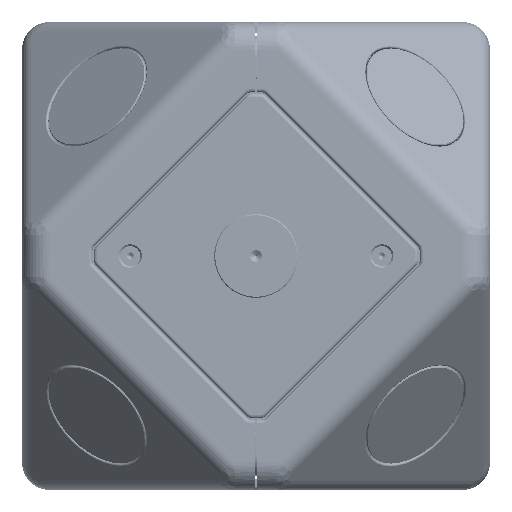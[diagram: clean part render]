
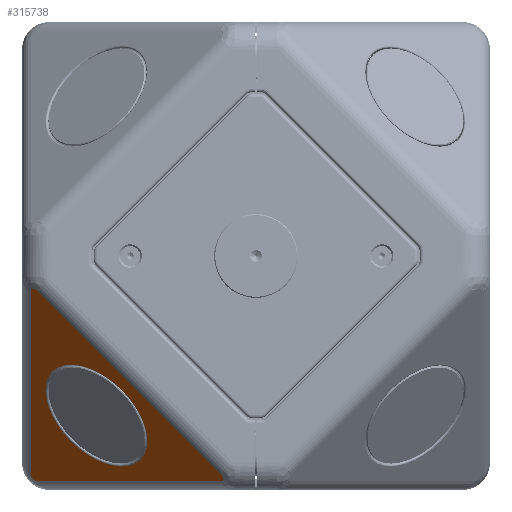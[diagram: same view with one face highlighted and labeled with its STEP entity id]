
A CAD part, left-side view. The second image highlights one B-rep face of the part: STEP entity #315738.
In plain terms, the highlighted planar face has unit normal (-0.577, 0.577, -0.577).
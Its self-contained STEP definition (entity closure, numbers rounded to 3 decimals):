
#4956 = EDGE_CURVE ( 'NONE', #38963, #59796, #124292, .T. ) ;
#6926 = LINE ( 'NONE', #77041, #294500 ) ;
#12904 = CARTESIAN_POINT ( 'NONE',  ( -64.564, 9.634, -63.102 ) ) ;
#15439 = VERTEX_POINT ( 'NONE', #360379 ) ;
#22119 = ORIENTED_EDGE ( 'NONE', *, *, #4956, .T. ) ;
#25243 = ORIENTED_EDGE ( 'NONE', *, *, #172887, .T. ) ;
#27477 = AXIS2_PLACEMENT_3D ( 'NONE', #136423, #331299, #164407 ) ;
#29041 =( BOUNDED_CURVE ( )  B_SPLINE_CURVE ( 3, ( #268657, #103065, #325954, #159073 ),
 .UNSPECIFIED., .F., .F. ) 
 B_SPLINE_CURVE_WITH_KNOTS ( ( 4, 4 ),
 ( 5.498, 6.283 ),
 .UNSPECIFIED. ) 
 CURVE ( )  GEOMETRIC_REPRESENTATION_ITEM ( )  RATIONAL_B_SPLINE_CURVE ( ( 1., 0.949, 0.949, 1. ) ) 
 REPRESENTATION_ITEM ( '' )  );
#30281 = ORIENTED_EDGE ( 'NONE', *, *, #252847, .T. ) ;
#32855 = DIRECTION ( 'NONE',  ( -0.577, 0.577, -0.577 ) ) ;
#34125 = CARTESIAN_POINT ( 'NONE',  ( -33.109, 45.767, -58.424 ) ) ;
#34443 = FACE_BOUND ( 'NONE', #347473, .T. ) ;
#36734 = ORIENTED_EDGE ( 'NONE', *, *, #302464, .T. ) ;
#36824 = DIRECTION ( 'NONE',  ( -0.707, -0.707, 0. ) ) ;
#38963 = VERTEX_POINT ( 'NONE', #123061 ) ;
#42750 = CARTESIAN_POINT ( 'NONE',  ( -64.564, 62.564, -10.172 ) ) ;
#47488 = EDGE_CURVE ( 'NONE', #275754, #15439, #59023, .T. ) ;
#55849 = CARTESIAN_POINT ( 'NONE',  ( -62.564, 10.172, -64.564 ) ) ;
#59023 =( BOUNDED_CURVE ( )  B_SPLINE_CURVE ( 3, ( #346515, #179596, #12904, #207665 ),
 .UNSPECIFIED., .F., .T. ) 
 B_SPLINE_CURVE_WITH_KNOTS ( ( 4, 4 ),
 ( 0., 0.785 ),
 .UNSPECIFIED. ) 
 CURVE ( )  GEOMETRIC_REPRESENTATION_ITEM ( )  RATIONAL_B_SPLINE_CURVE ( ( 1., 0.949, 0.949, 1. ) ) 
 REPRESENTATION_ITEM ( '' )  );
#59796 = VERTEX_POINT ( 'NONE', #320412 ) ;
#67382 = LINE ( 'NONE', #147703, #281001 ) ;
#73091 = ORIENTED_EDGE ( 'NONE', *, *, #47488, .T. ) ;
#77030 = CARTESIAN_POINT ( 'NONE',  ( -9.634, 63.102, -64.564 ) ) ;
#77041 = CARTESIAN_POINT ( 'NONE',  ( -36.368, 64.564, -36.368 ) ) ;
#87659 = PLANE ( 'NONE',  #161714 ) ;
#99490 = VERTEX_POINT ( 'NONE', #328260 ) ;
#100652 = CARTESIAN_POINT ( 'NONE',  ( -62.564, 10.172, -64.564 ) ) ;
#103065 = CARTESIAN_POINT ( 'NONE',  ( -9.634, 64.564, -63.102 ) ) ;
#108993 = CARTESIAN_POINT ( 'NONE',  ( -64.564, 62.564, -10.172 ) ) ;
#111900 = CARTESIAN_POINT ( 'NONE',  ( -63.102, 9.634, -64.564 ) ) ;
#118049 = LINE ( 'NONE', #273339, #331678 ) ;
#123061 = CARTESIAN_POINT ( 'NONE',  ( -9.343, 63.978, -63.978 ) ) ;
#124292 =( BOUNDED_CURVE ( )  B_SPLINE_CURVE ( 3, ( #129558, #272010, #77030, #300067 ),
 .UNSPECIFIED., .F., .T. ) 
 B_SPLINE_CURVE_WITH_KNOTS ( ( 4, 4 ),
 ( 0., 0.785 ),
 .UNSPECIFIED. ) 
 CURVE ( )  GEOMETRIC_REPRESENTATION_ITEM ( )  RATIONAL_B_SPLINE_CURVE ( ( 1., 0.949, 0.949, 1. ) ) 
 REPRESENTATION_ITEM ( '' )  );
#129558 = CARTESIAN_POINT ( 'NONE',  ( -9.343, 63.978, -63.978 ) ) ;
#133691 = CARTESIAN_POINT ( 'NONE',  ( -45.767, 45.767, -45.767 ) ) ;
#134578 = DIRECTION ( 'NONE',  ( 0., 0.707, 0.707 ) ) ;
#136423 = CARTESIAN_POINT ( 'NONE',  ( -45.767, 45.767, -45.767 ) ) ;
#136581 = EDGE_CURVE ( 'NONE', #15439, #167181, #118049, .T. ) ;
#136990 = CARTESIAN_POINT ( 'NONE',  ( -63.736, 64.564, -9. ) ) ;
#137350 = CIRCLE ( 'NONE', #291562, 17.9 ) ;
#137958 = EDGE_CURVE ( 'NONE', #167181, #99490, #293420, .T. ) ;
#143085 = CARTESIAN_POINT ( 'NONE',  ( -10.172, 64.564, -62.564 ) ) ;
#147703 = CARTESIAN_POINT ( 'NONE',  ( -60.368, 12.368, -64.564 ) ) ;
#149260 = VERTEX_POINT ( 'NONE', #232952 ) ;
#159073 = CARTESIAN_POINT ( 'NONE',  ( -9.343, 63.978, -63.978 ) ) ;
#161714 = AXIS2_PLACEMENT_3D ( 'NONE', #199746, #32855, #227784 ) ;
#161752 = DIRECTION ( 'NONE',  ( -0.707, 0., 0.707 ) ) ;
#164407 = DIRECTION ( 'NONE',  ( -0.707, 0., 0.707 ) ) ;
#167181 = VERTEX_POINT ( 'NONE', #42750 ) ;
#167938 = CARTESIAN_POINT ( 'NONE',  ( -63.978, 9.343, -63.978 ) ) ;
#172887 = EDGE_CURVE ( 'NONE', #273646, #38963, #29041, .T. ) ;
#178138 = ORIENTED_EDGE ( 'NONE', *, *, #136581, .T. ) ;
#179596 = CARTESIAN_POINT ( 'NONE',  ( -64.358, 9.343, -63.598 ) ) ;
#199746 = CARTESIAN_POINT ( 'NONE',  ( -45.767, 45.767, -45.767 ) ) ;
#207665 = CARTESIAN_POINT ( 'NONE',  ( -64.564, 10.172, -62.564 ) ) ;
#209004 = ORIENTED_EDGE ( 'NONE', *, *, #137958, .T. ) ;
#221934 = ORIENTED_EDGE ( 'NONE', *, *, #319582, .T. ) ;
#224883 = CARTESIAN_POINT ( 'NONE',  ( -63.978, 9.343, -63.978 ) ) ;
#227784 = DIRECTION ( 'NONE',  ( -0.707, 0., 0.707 ) ) ;
#232952 = CARTESIAN_POINT ( 'NONE',  ( -58.424, 45.767, -33.109 ) ) ;
#238597 = ORIENTED_EDGE ( 'NONE', *, *, #297422, .T. ) ;
#252847 = EDGE_CURVE ( 'NONE', #360668, #275754, #299972, .T. ) ;
#256087 = EDGE_LOOP ( 'NONE', ( #221934, #30281, #73091, #178138, #209004, #238597, #25243, #22119 ) ) ;
#256733 = FACE_OUTER_BOUND ( 'NONE', #256087, .T. ) ;
#268657 = CARTESIAN_POINT ( 'NONE',  ( -10.172, 64.564, -62.564 ) ) ;
#272010 = CARTESIAN_POINT ( 'NONE',  ( -9.343, 63.598, -64.358 ) ) ;
#272018 = DIRECTION ( 'NONE',  ( 0.707, 0., -0.707 ) ) ;
#273339 = CARTESIAN_POINT ( 'NONE',  ( -64.564, 60.368, -12.368 ) ) ;
#273369 = ORIENTED_EDGE ( 'NONE', *, *, #275500, .T. ) ;
#273646 = VERTEX_POINT ( 'NONE', #143085 ) ;
#275500 = EDGE_CURVE ( 'NONE', #149260, #276702, #137350, .T. ) ;
#275754 = VERTEX_POINT ( 'NONE', #224883 ) ;
#275854 = CARTESIAN_POINT ( 'NONE',  ( -64.564, 63.736, -9. ) ) ;
#276702 = VERTEX_POINT ( 'NONE', #34125 ) ;
#281001 = VECTOR ( 'NONE', #36824, 1000. ) ;
#291562 = AXIS2_PLACEMENT_3D ( 'NONE', #133691, #328531, #161752 ) ;
#293420 =( BOUNDED_CURVE ( )  B_SPLINE_CURVE ( 3, ( #108993, #275854, #136990, #331938 ),
 .UNSPECIFIED., .F., .F. ) 
 B_SPLINE_CURVE_WITH_KNOTS ( ( 4, 4 ),
 ( 2.356, 3.927 ),
 .UNSPECIFIED. ) 
 CURVE ( )  GEOMETRIC_REPRESENTATION_ITEM ( )  RATIONAL_B_SPLINE_CURVE ( ( 1., 0.805, 0.805, 1. ) ) 
 REPRESENTATION_ITEM ( '' )  );
#294500 = VECTOR ( 'NONE', #272018, 1000. ) ;
#297422 = EDGE_CURVE ( 'NONE', #99490, #273646, #6926, .T. ) ;
#299972 =( BOUNDED_CURVE ( )  B_SPLINE_CURVE ( 3, ( #55849, #111900, #334850, #167938 ),
 .UNSPECIFIED., .F., .F. ) 
 B_SPLINE_CURVE_WITH_KNOTS ( ( 4, 4 ),
 ( 5.498, 6.283 ),
 .UNSPECIFIED. ) 
 CURVE ( )  GEOMETRIC_REPRESENTATION_ITEM ( )  RATIONAL_B_SPLINE_CURVE ( ( 1., 0.949, 0.949, 1. ) ) 
 REPRESENTATION_ITEM ( '' )  );
#300067 = CARTESIAN_POINT ( 'NONE',  ( -10.172, 62.564, -64.564 ) ) ;
#302464 = EDGE_CURVE ( 'NONE', #276702, #149260, #361227, .T. ) ;
#315738 = ADVANCED_FACE ( 'NONE', ( #34443, #256733 ), #87659, .T. ) ;
#319582 = EDGE_CURVE ( 'NONE', #59796, #360668, #67382, .T. ) ;
#320412 = CARTESIAN_POINT ( 'NONE',  ( -10.172, 62.564, -64.564 ) ) ;
#325954 = CARTESIAN_POINT ( 'NONE',  ( -9.343, 64.358, -63.598 ) ) ;
#328260 = CARTESIAN_POINT ( 'NONE',  ( -62.564, 64.564, -10.172 ) ) ;
#328531 = DIRECTION ( 'NONE',  ( 0.577, -0.577, 0.577 ) ) ;
#331299 = DIRECTION ( 'NONE',  ( 0.577, -0.577, 0.577 ) ) ;
#331678 = VECTOR ( 'NONE', #134578, 1000. ) ;
#331938 = CARTESIAN_POINT ( 'NONE',  ( -62.564, 64.564, -10.172 ) ) ;
#334850 = CARTESIAN_POINT ( 'NONE',  ( -63.598, 9.343, -64.358 ) ) ;
#346515 = CARTESIAN_POINT ( 'NONE',  ( -63.978, 9.343, -63.978 ) ) ;
#347473 = EDGE_LOOP ( 'NONE', ( #273369, #36734 ) ) ;
#360379 = CARTESIAN_POINT ( 'NONE',  ( -64.564, 10.172, -62.564 ) ) ;
#360668 = VERTEX_POINT ( 'NONE', #100652 ) ;
#361227 = CIRCLE ( 'NONE', #27477, 17.9 ) ;
